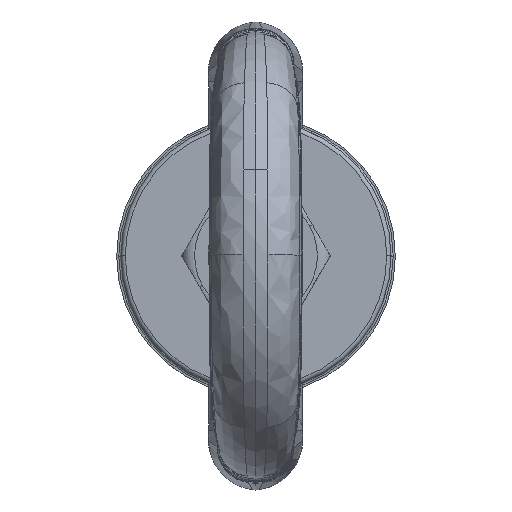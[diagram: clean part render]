
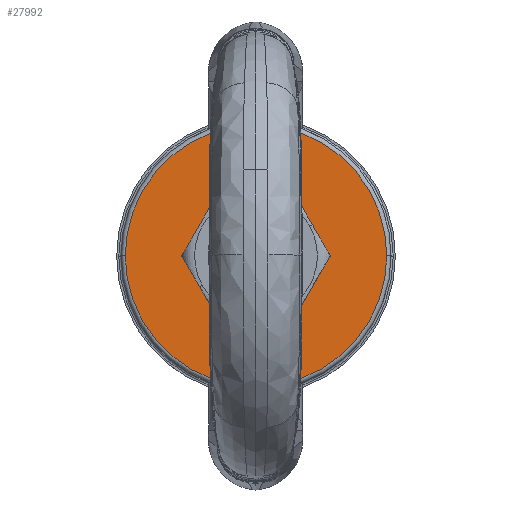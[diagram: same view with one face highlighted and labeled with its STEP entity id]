
A CAD part, top view. The second image highlights one B-rep face of the part: STEP entity #27992.
In plain terms, the highlighted planar face has unit normal (0, 0, 1).
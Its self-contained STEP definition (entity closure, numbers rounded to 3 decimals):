
#27969=CARTESIAN_POINT('Axis2P3D Location',(0.,0.,-5.)) ;
#27974=CARTESIAN_POINT('Axis2P3D Location',(0.,0.,-5.)) ;
#27978=CARTESIAN_POINT('Vertex',(30.5,0.,-5.)) ;
#27980=CARTESIAN_POINT('Vertex',(-30.5,0.,-5.)) ;
#27983=CARTESIAN_POINT('Axis2P3D Location',(0.,0.,-5.)) ;
#27970=DIRECTION('Axis2P3D Direction',(0.,0.,1.)) ;
#27971=DIRECTION('Axis2P3D XDirection',(1.,0.,0.)) ;
#27975=DIRECTION('Axis2P3D Direction',(0.,0.,1.)) ;
#27984=DIRECTION('Axis2P3D Direction',(0.,0.,1.)) ;
#27972=AXIS2_PLACEMENT_3D('Plane Axis2P3D',#27969,#27970,#27971) ;
#27976=AXIS2_PLACEMENT_3D('Circle Axis2P3D',#27974,#27975,$) ;
#27985=AXIS2_PLACEMENT_3D('Circle Axis2P3D',#27983,#27984,$) ;
#27989=ORIENTED_EDGE('',*,*,#27982,.T.) ;
#27990=ORIENTED_EDGE('',*,*,#27987,.T.) ;
#27992=ADVANCED_FACE('\X2\672C9AD4\X0\.2',(#27991),#27973,.T.) ;
#27977=CIRCLE('generated circle',#27976,30.5) ;
#27986=CIRCLE('generated circle',#27985,30.5) ;
#27982=EDGE_CURVE('',#27979,#27981,#27977,.T.) ;
#27987=EDGE_CURVE('',#27981,#27979,#27986,.T.) ;
#27988=EDGE_LOOP('',(#27989,#27990)) ;
#27991=FACE_OUTER_BOUND('',#27988,.T.) ;
#27973=PLANE('',#27972) ;
#27979=VERTEX_POINT('',#27978) ;
#27981=VERTEX_POINT('',#27980) ;
